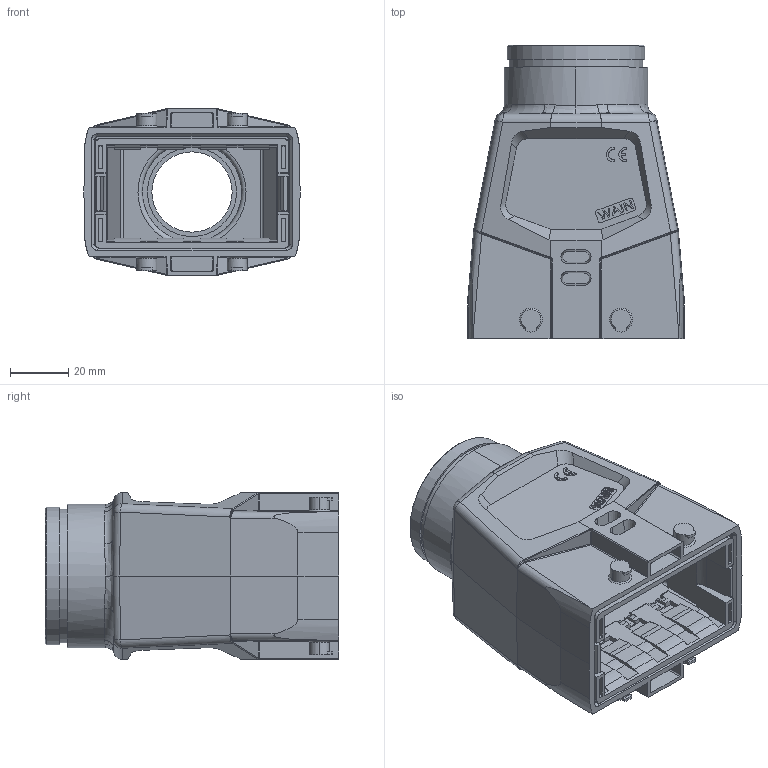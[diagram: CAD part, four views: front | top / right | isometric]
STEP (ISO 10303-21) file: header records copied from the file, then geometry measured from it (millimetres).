
FILE_DESCRIPTION(/* description */ (''),/* implementation_level */ '2;1');
FILE_NAME(/* name */ '3D_1290104305500_HM10B.P-TEH-4B-M32_V1.0.stp',/* time_stamp */ '2024-03-20T14:48:11+08:00',/* author */ (''),/* organization */ (''),/* preprocessor_version */ 'ST-DEVELOPER v18.1',/* originating_system */ 'SIEMENS PLM Software NX 1980',/* authorisation */ '');
FILE_SCHEMA (('AUTOMOTIVE_DESIGN { 1 0 10303 214 3 1 1 1 }'));
Length unit declared in the file: millimetre
Products named in the file (1): _model1
Bounding box: 74 x 100.5 x 57 mm (x, y, z)
Volume: 110121.5 mm3; surface area: 55961.8 mm2
Topology: 1 solids, 3 shells, 777 faces, 2103 edges, 1347 vertices
Faces by surface type: plane 473, cylinder 225, torus 24, cone 23, bspline 20, sphere 12
Full cylindrical faces by diameter (mm): 27.5 x1, 30.5 x2, 45.8 x1, 47 x1
Entity records: 26584 total; most frequent: CARTESIAN_POINT 7596, ORIENTED_EDGE 4168, DIRECTION 3538, EDGE_CURVE 2084, LINE 1362, VECTOR 1362, VERTEX_POINT 1347, AXIS2_PLACEMENT_3D 1088
